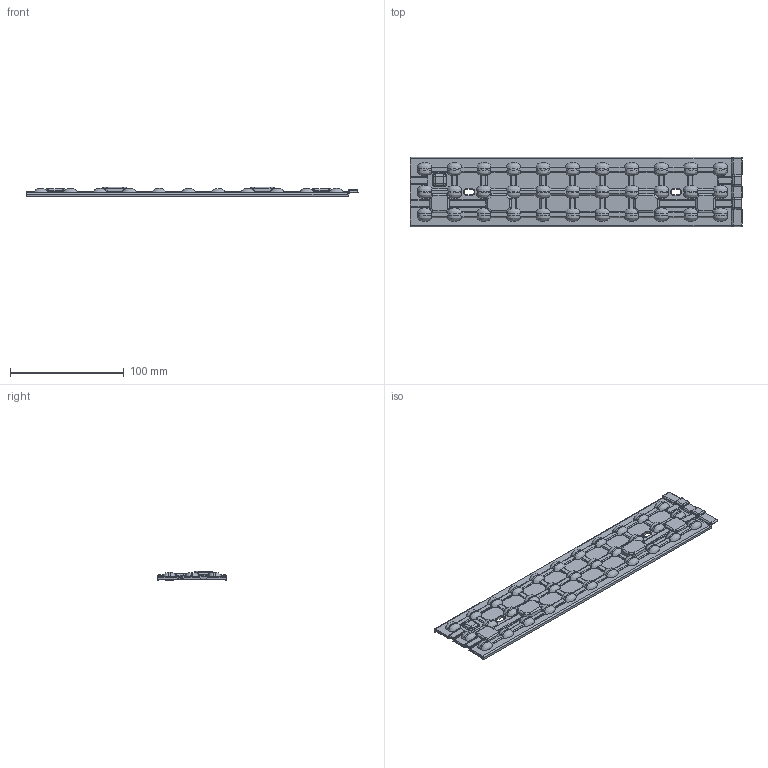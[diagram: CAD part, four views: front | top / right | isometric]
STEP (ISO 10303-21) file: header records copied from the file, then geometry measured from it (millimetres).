
FILE_DESCRIPTION (( 'STEP AP214' ), '1' );
FILE_NAME ('12957_Rev_1_DA_Tri_AS-Flange_Customer.STEP', '2015-10-07T06:17:50', ( '' ), ( '' ), 'SwSTEP 2.0', 'SolidWorks 2014', '' );
FILE_SCHEMA (( 'AUTOMOTIVE_DESIGN' ));
Length unit declared in the file: millimetre
Products named in the file (1): 12957_Rev_1_DA_Tri_AS-Flange_Customer
Bounding box: 292 x 61 x 8.2 mm (x, y, z)
Volume: 45286.4 mm3; surface area: 43700.1 mm2
Topology: 1 solids, 1 shells, 1816 faces, 4784 edges, 2974 vertices
Faces by surface type: plane 606, bspline 557, cylinder 529, sphere 82, cone 30, torus 12
Entity records: 81608 total; most frequent: CARTESIAN_POINT 43443, ORIENTED_EDGE 9404, DIRECTION 5665, EDGE_CURVE 4702, VERTEX_POINT 2974, LINE 2027, VECTOR 2027, EDGE_LOOP 1906
